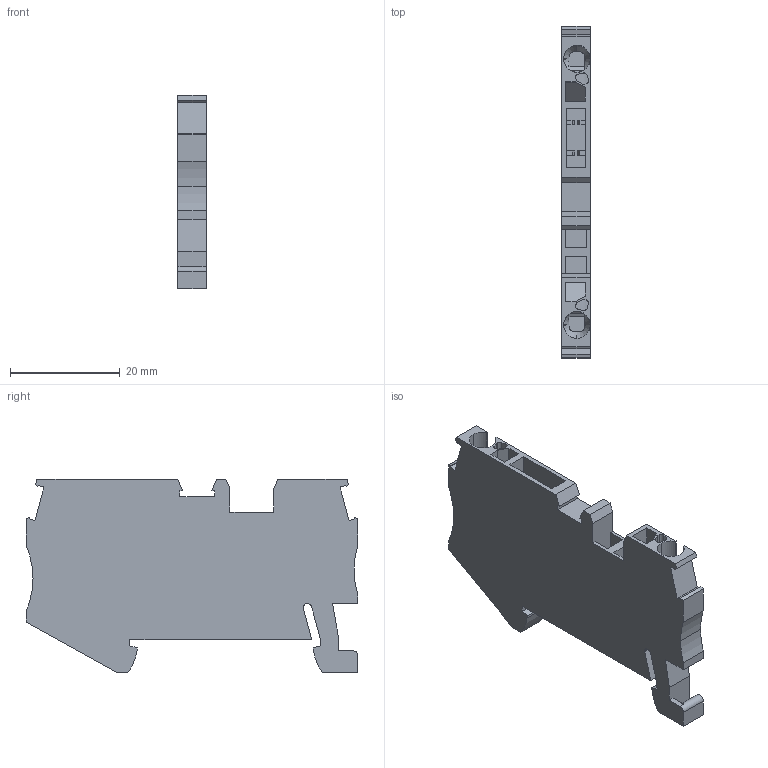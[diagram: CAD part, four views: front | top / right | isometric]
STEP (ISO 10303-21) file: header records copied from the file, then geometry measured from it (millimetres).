
FILE_DESCRIPTION(('STEP AP214'),'1');
FILE_NAME('cctmp_28D5F625-962D-4C4B-9B81-5F1980F22036_2023_07_24_21_37_45_0938..stp','2023-07-24T19:37:46',('SIEMENS A&D'),('CADClick - www.CADClick.com'),'Spatial InterOp 3D postprocessed',' ','unknown authorization');
FILE_SCHEMA(('AUTOMOTIVE_DESIGN'));
Length unit declared in the file: millimetre
Products named in the file (1): 2023_07_24_21_37_45_0938
Bounding box: 5.15 x 60.4 x 35.25 mm (x, y, z)
Volume: 7390.2 mm3; surface area: 5982.2 mm2
Topology: 1 solids, 1 shells, 201 faces, 568 edges, 374 vertices
Faces by surface type: plane 138, cylinder 51, cone 12
Entity records: 8827 total; most frequent: CARTESIAN_POINT 2974, ORIENTED_EDGE 1136, DIRECTION 1029, EDGE_CURVE 568, LINE 427, VECTOR 427, VERTEX_POINT 374, AXIS2_PLACEMENT_3D 301
